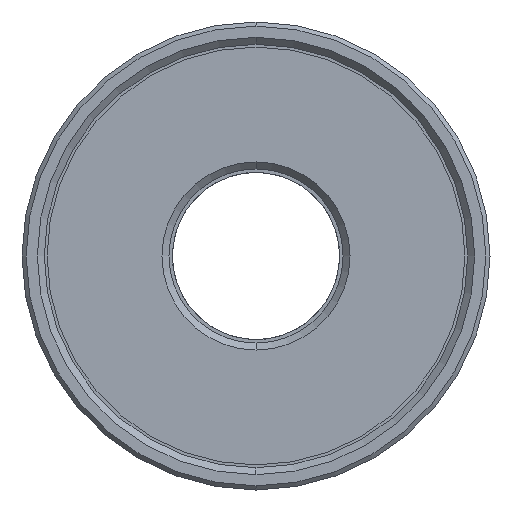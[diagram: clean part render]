
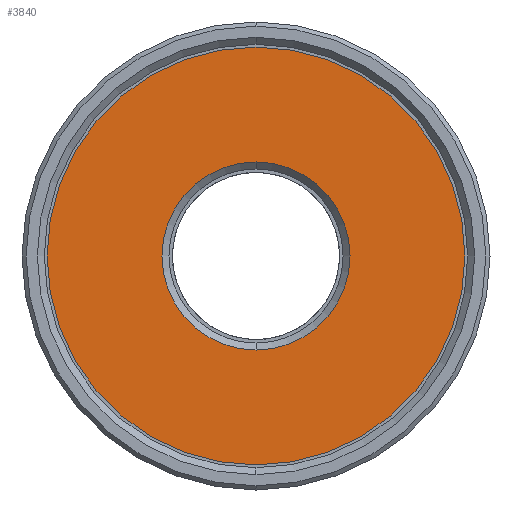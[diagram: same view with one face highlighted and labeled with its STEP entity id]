
A CAD part, left-side view. The second image highlights one B-rep face of the part: STEP entity #3840.
In plain terms, the highlighted planar face has unit normal (-1, 0, 0).
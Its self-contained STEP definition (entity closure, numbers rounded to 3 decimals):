
#10 = CARTESIAN_POINT ( 'NONE',  ( 22.5, 0., 0. ) ) ;
#386 = ORIENTED_EDGE ( 'NONE', *, *, #6656, .T. ) ;
#474 = DIRECTION ( 'NONE',  ( -1., 0., 0. ) ) ;
#526 = EDGE_CURVE ( 'NONE', #2093, #2498, #5690, .T. ) ;
#568 = VERTEX_POINT ( 'NONE', #8286 ) ;
#623 = DIRECTION ( 'NONE',  ( 0., 0., 1. ) ) ;
#790 = AXIS2_PLACEMENT_3D ( 'NONE', #6811, #7418, #6019 ) ;
#970 = CARTESIAN_POINT ( 'NONE',  ( 22.5, 0., 15.2 ) ) ;
#1479 = ORIENTED_EDGE ( 'NONE', *, *, #6465, .T. ) ;
#1494 = CIRCLE ( 'NONE', #790, 6.75 ) ;
#1704 = CARTESIAN_POINT ( 'NONE',  ( 22.5, 0., -15.2 ) ) ;
#1828 = EDGE_LOOP ( 'NONE', ( #386, #5961 ) ) ;
#2093 = VERTEX_POINT ( 'NONE', #1704 ) ;
#2103 = DIRECTION ( 'NONE',  ( 0., 0., -1. ) ) ;
#2120 = ORIENTED_EDGE ( 'NONE', *, *, #9595, .T. ) ;
#2206 = VERTEX_POINT ( 'NONE', #7184 ) ;
#2287 = DIRECTION ( 'NONE',  ( 1., 0., 0. ) ) ;
#2447 = PLANE ( 'NONE',  #7724 ) ;
#2498 = VERTEX_POINT ( 'NONE', #970 ) ;
#3552 = FACE_BOUND ( 'NONE', #6338, .T. ) ;
#3840 = ADVANCED_FACE ( 'NONE', ( #3552, #9190 ), #2447, .F. ) ;
#4971 = DIRECTION ( 'NONE',  ( 0., 0., -1. ) ) ;
#5419 = CARTESIAN_POINT ( 'NONE',  ( 22.5, 0., 0. ) ) ;
#5425 = AXIS2_PLACEMENT_3D ( 'NONE', #10, #474, #623 ) ;
#5690 = CIRCLE ( 'NONE', #5425, 15.2 ) ;
#5767 = CIRCLE ( 'NONE', #8533, 15.2 ) ;
#5961 = ORIENTED_EDGE ( 'NONE', *, *, #526, .T. ) ;
#6019 = DIRECTION ( 'NONE',  ( 0., 0., -1. ) ) ;
#6071 = AXIS2_PLACEMENT_3D ( 'NONE', #6322, #8859, #2103 ) ;
#6322 = CARTESIAN_POINT ( 'NONE',  ( 22.5, 0., 0. ) ) ;
#6338 = EDGE_LOOP ( 'NONE', ( #2120, #1479 ) ) ;
#6465 = EDGE_CURVE ( 'NONE', #568, #2206, #7806, .T. ) ;
#6650 = DIRECTION ( 'NONE',  ( -1., 0., 0. ) ) ;
#6656 = EDGE_CURVE ( 'NONE', #2498, #2093, #5767, .T. ) ;
#6811 = CARTESIAN_POINT ( 'NONE',  ( 22.5, 0., 0. ) ) ;
#7184 = CARTESIAN_POINT ( 'NONE',  ( 22.5, 0., 6.75 ) ) ;
#7418 = DIRECTION ( 'NONE',  ( 1., 0., 0. ) ) ;
#7724 = AXIS2_PLACEMENT_3D ( 'NONE', #7910, #2287, #4971 ) ;
#7806 = CIRCLE ( 'NONE', #6071, 6.75 ) ;
#7910 = CARTESIAN_POINT ( 'NONE',  ( 22.5, 6.25, 0. ) ) ;
#8286 = CARTESIAN_POINT ( 'NONE',  ( 22.5, 0., -6.75 ) ) ;
#8533 = AXIS2_PLACEMENT_3D ( 'NONE', #5419, #6650, #9328 ) ;
#8859 = DIRECTION ( 'NONE',  ( 1., 0., 0. ) ) ;
#9190 = FACE_OUTER_BOUND ( 'NONE', #1828, .T. ) ;
#9328 = DIRECTION ( 'NONE',  ( 0., 0., 1. ) ) ;
#9595 = EDGE_CURVE ( 'NONE', #2206, #568, #1494, .T. ) ;
